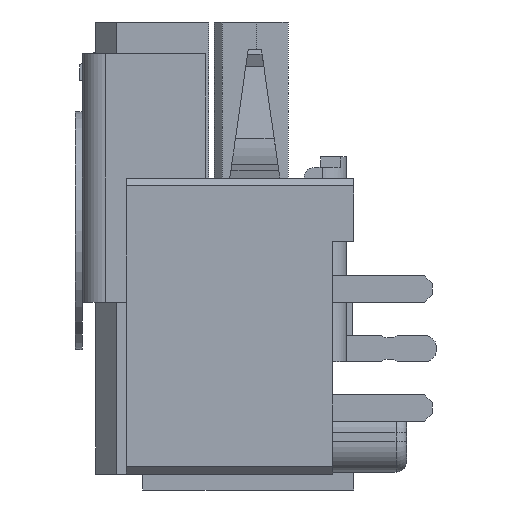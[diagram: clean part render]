
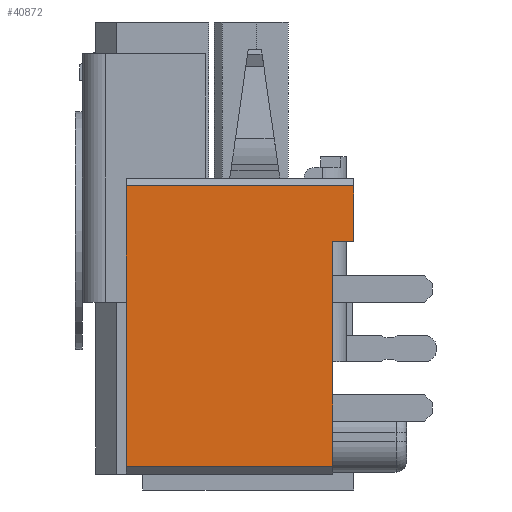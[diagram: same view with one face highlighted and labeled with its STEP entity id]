
A CAD part, left-side view. The second image highlights one B-rep face of the part: STEP entity #40872.
In plain terms, the highlighted planar face has unit normal (-1, 0, 0).
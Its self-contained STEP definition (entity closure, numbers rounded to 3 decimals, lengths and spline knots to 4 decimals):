
#2867=LINE('',#68061,#8602);
#5652=LINE('',#73599,#11387);
#5659=LINE('',#73613,#11394);
#5660=LINE('',#73615,#11395);
#5661=LINE('',#73617,#11396);
#5662=LINE('',#73619,#11397);
#8602=VECTOR('',#56943,1000.);
#11387=VECTOR('',#62000,1000.);
#11394=VECTOR('',#62011,1000.);
#11395=VECTOR('',#62014,1000.);
#11396=VECTOR('',#62015,1000.);
#11397=VECTOR('',#62016,1000.);
#13463=PLANE('',#52209);
#24839=ORIENTED_EDGE('',*,*,#28009,.T.);
#24840=ORIENTED_EDGE('',*,*,#30868,.F.);
#24841=ORIENTED_EDGE('',*,*,#30869,.T.);
#24842=ORIENTED_EDGE('',*,*,#30870,.F.);
#24843=ORIENTED_EDGE('',*,*,#30860,.F.);
#24844=ORIENTED_EDGE('',*,*,#30867,.T.);
#28009=EDGE_CURVE('',#33030,#33029,#2867,.T.);
#30860=EDGE_CURVE('',#34646,#34647,#5652,.T.);
#30867=EDGE_CURVE('',#34646,#33030,#5659,.T.);
#30868=EDGE_CURVE('',#34652,#33029,#5660,.T.);
#30869=EDGE_CURVE('',#34652,#34653,#5661,.T.);
#30870=EDGE_CURVE('',#34647,#34653,#5662,.T.);
#33029=VERTEX_POINT('',#68060);
#33030=VERTEX_POINT('',#68062);
#34646=VERTEX_POINT('',#73598);
#34647=VERTEX_POINT('',#73600);
#34652=VERTEX_POINT('',#73616);
#34653=VERTEX_POINT('',#73618);
#36748=EDGE_LOOP('',(#24839,#24840,#24841,#24842,#24843,#24844));
#38797=FACE_BOUND('',#36748,.T.);
#40872=ADVANCED_FACE('',(#38797),#13463,.F.);
#52209=AXIS2_PLACEMENT_3D('',#73614,#62012,#62013);
#56943=DIRECTION('',(0.,0.,1.));
#62000=DIRECTION('',(0.,0.,1.));
#62011=DIRECTION('',(0.,-1.,0.));
#62012=DIRECTION('',(1.,0.,0.));
#62013=DIRECTION('',(0.,0.,-1.));
#62014=DIRECTION('',(0.,1.,0.));
#62015=DIRECTION('',(0.,0.,1.));
#62016=DIRECTION('',(0.,-1.,0.));
#68060=CARTESIAN_POINT('',(-11.35,-2.24,1.15));
#68061=CARTESIAN_POINT('',(-11.35,-2.24,-3.1));
#68062=CARTESIAN_POINT('',(-11.35,-2.24,-3.1));
#73598=CARTESIAN_POINT('',(-11.35,1.66,-3.1));
#73599=CARTESIAN_POINT('',(-11.35,1.66,-3.1));
#73600=CARTESIAN_POINT('',(-11.35,1.66,2.2));
#73613=CARTESIAN_POINT('',(-11.35,1.66,-3.1));
#73614=CARTESIAN_POINT('',(-11.35,1.66,-3.1));
#73615=CARTESIAN_POINT('',(-11.35,-2.64,1.15));
#73616=CARTESIAN_POINT('',(-11.35,-2.64,1.15));
#73617=CARTESIAN_POINT('',(-11.35,-2.64,1.15));
#73618=CARTESIAN_POINT('',(-11.35,-2.64,2.2));
#73619=CARTESIAN_POINT('',(-11.35,1.66,2.2));
